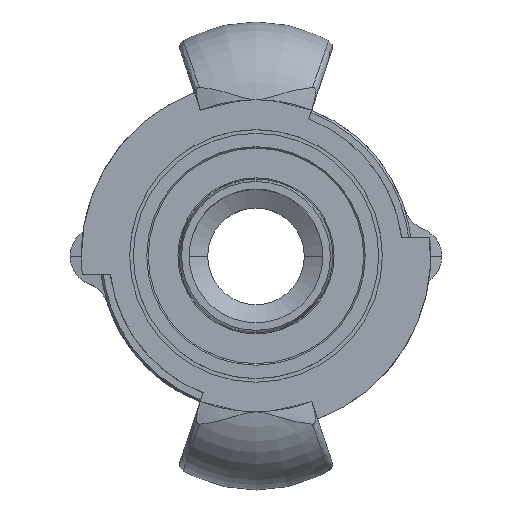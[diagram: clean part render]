
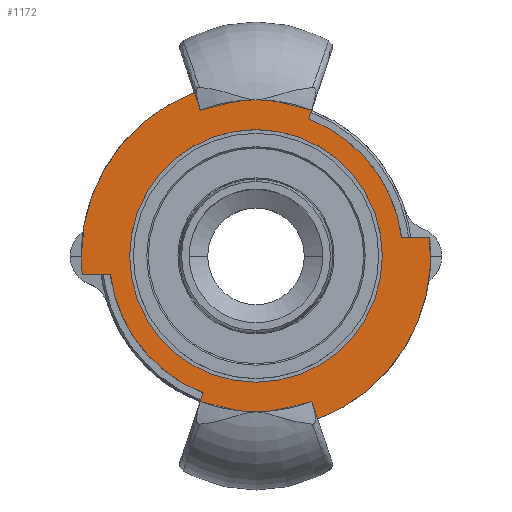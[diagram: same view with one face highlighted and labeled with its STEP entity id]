
A CAD part, top view. The second image highlights one B-rep face of the part: STEP entity #1172.
In plain terms, the highlighted planar face has unit normal (0, 0, 1).
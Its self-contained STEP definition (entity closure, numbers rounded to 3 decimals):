
#1 = EDGE_CURVE ( 'NONE', #152, #8067, #588, .T. ) ;
#15 = EDGE_CURVE ( 'NONE', #3349, #364, #5666, .T. ) ;
#74 = DIRECTION ( 'NONE',  ( -1., 0., 0. ) ) ;
#77 = CARTESIAN_POINT ( 'NONE',  ( -19.591, -2.5, 1.162 ) ) ;
#152 = VERTEX_POINT ( 'NONE', #7257 ) ;
#229 = EDGE_CURVE ( 'NONE', #2144, #682, #7488, .T. ) ;
#235 = CARTESIAN_POINT ( 'NONE',  ( 8.937, -23.883, 1.162 ) ) ;
#364 = VERTEX_POINT ( 'NONE', #5741 ) ;
#372 = AXIS2_PLACEMENT_3D ( 'NONE', #3144, #5836, #3823 ) ;
#409 = ORIENTED_EDGE ( 'NONE', *, *, #1382, .F. ) ;
#492 = LINE ( 'NONE', #5738, #4592 ) ;
#511 = FACE_OUTER_BOUND ( 'NONE', #2833, .T. ) ;
#530 = CIRCLE ( 'NONE', #2741, 17. ) ;
#588 = CIRCLE ( 'NONE', #7615, 19.75 ) ;
#602 = CARTESIAN_POINT ( 'NONE',  ( 23.367, 2.5, 1.162 ) ) ;
#615 = DIRECTION ( 'NONE',  ( 0., 0., -1. ) ) ;
#682 = VERTEX_POINT ( 'NONE', #1807 ) ;
#725 = CARTESIAN_POINT ( 'NONE',  ( 12.75, 0., 1.162 ) ) ;
#835 = AXIS2_PLACEMENT_3D ( 'NONE', #5780, #8427, #3344 ) ;
#971 = VERTEX_POINT ( 'NONE', #2648 ) ;
#1007 = EDGE_CURVE ( 'NONE', #6925, #2532, #6804, .T. ) ;
#1016 = AXIS2_PLACEMENT_3D ( 'NONE', #8507, #4660, #3297 ) ;
#1057 = EDGE_CURVE ( 'NONE', #8067, #2144, #1524, .T. ) ;
#1172 = ADVANCED_FACE ( 'NONE', ( #5626, #511 ), #3080, .F. ) ;
#1330 = EDGE_CURVE ( 'NONE', #4113, #6925, #492, .T. ) ;
#1382 = EDGE_CURVE ( 'NONE', #7883, #4113, #3105, .T. ) ;
#1524 = LINE ( 'NONE', #8200, #6236 ) ;
#1618 = VERTEX_POINT ( 'NONE', #5162 ) ;
#1660 = CARTESIAN_POINT ( 'NONE',  ( -8.937, -23.883, 1.162 ) ) ;
#1740 = DIRECTION ( 'NONE',  ( -0.319, -0.948, 0. ) ) ;
#1758 = DIRECTION ( 'NONE',  ( 0.319, 0.948, 0. ) ) ;
#1764 = DIRECTION ( 'NONE',  ( 0.319, -0.948, 0. ) ) ;
#1807 = CARTESIAN_POINT ( 'NONE',  ( 8.299, -21.986, 1.162 ) ) ;
#1808 = CIRCLE ( 'NONE', #835, 23.497 ) ;
#1825 = EDGE_CURVE ( 'NONE', #1618, #152, #5672, .T. ) ;
#1839 = ORIENTED_EDGE ( 'NONE', *, *, #2975, .F. ) ;
#1851 = AXIS2_PLACEMENT_3D ( 'NONE', #725, #3889, #6515 ) ;
#1917 = CARTESIAN_POINT ( 'NONE',  ( 0., 0., 1.162 ) ) ;
#1987 = CARTESIAN_POINT ( 'NONE',  ( 0., 0., 1.162 ) ) ;
#2014 = VERTEX_POINT ( 'NONE', #3978 ) ;
#2144 = VERTEX_POINT ( 'NONE', #602 ) ;
#2210 = VERTEX_POINT ( 'NONE', #7301 ) ;
#2301 = LINE ( 'NONE', #6877, #4482 ) ;
#2399 = DIRECTION ( 'NONE',  ( -0.319, 0.948, 0. ) ) ;
#2532 = VERTEX_POINT ( 'NONE', #77 ) ;
#2542 = CARTESIAN_POINT ( 'NONE',  ( 0., 0., 1.162 ) ) ;
#2545 = ORIENTED_EDGE ( 'NONE', *, *, #3399, .T. ) ;
#2648 = CARTESIAN_POINT ( 'NONE',  ( -17., 0., 1.162 ) ) ;
#2683 = VECTOR ( 'NONE', #1740, 1000. ) ;
#2741 = AXIS2_PLACEMENT_3D ( 'NONE', #1917, #615, #4534 ) ;
#2817 = CARTESIAN_POINT ( 'NONE',  ( 0., 0., 1.162 ) ) ;
#2833 = EDGE_LOOP ( 'NONE', ( #1839, #5477, #5022, #3117, #6026, #7171, #4360, #409, #5349, #8254, #6415, #4423, #6858 ) ) ;
#2859 = CARTESIAN_POINT ( 'NONE',  ( 0., 0., 1.162 ) ) ;
#2863 = DIRECTION ( 'NONE',  ( -1., 0., 0. ) ) ;
#2975 = EDGE_CURVE ( 'NONE', #2014, #1618, #6003, .T. ) ;
#3080 = PLANE ( 'NONE',  #1851 ) ;
#3090 = EDGE_CURVE ( 'NONE', #2532, #3349, #2301, .T. ) ;
#3105 = CIRCLE ( 'NONE', #7915, 25.5 ) ;
#3117 = ORIENTED_EDGE ( 'NONE', *, *, #15, .F. ) ;
#3136 = EDGE_LOOP ( 'NONE', ( #2545, #3326 ) ) ;
#3144 = CARTESIAN_POINT ( 'NONE',  ( 0., 0., 1.162 ) ) ;
#3297 = DIRECTION ( 'NONE',  ( 1., 0., 0. ) ) ;
#3326 = ORIENTED_EDGE ( 'NONE', *, *, #3899, .T. ) ;
#3344 = DIRECTION ( 'NONE',  ( -1., 0., 0. ) ) ;
#3349 = VERTEX_POINT ( 'NONE', #7070 ) ;
#3357 = AXIS2_PLACEMENT_3D ( 'NONE', #2817, #5416, #8074 ) ;
#3362 = AXIS2_PLACEMENT_3D ( 'NONE', #1987, #5979, #74 ) ;
#3399 = EDGE_CURVE ( 'NONE', #4755, #971, #7810, .T. ) ;
#3747 = CARTESIAN_POINT ( 'NONE',  ( -7.101, -18.429, 1.162 ) ) ;
#3823 = DIRECTION ( 'NONE',  ( 1., 0., 0. ) ) ;
#3889 = DIRECTION ( 'NONE',  ( 0., 0., -1. ) ) ;
#3899 = EDGE_CURVE ( 'NONE', #971, #4755, #530, .T. ) ;
#3950 = DIRECTION ( 'NONE',  ( 0., 0., -1. ) ) ;
#3975 = CARTESIAN_POINT ( 'NONE',  ( 17., 0., 1.162 ) ) ;
#3978 = CARTESIAN_POINT ( 'NONE',  ( -8.937, 23.883, 1.162 ) ) ;
#4113 = VERTEX_POINT ( 'NONE', #1660 ) ;
#4136 = DIRECTION ( 'NONE',  ( 1., 0., 0. ) ) ;
#4252 = EDGE_CURVE ( 'NONE', #2210, #2014, #4926, .T. ) ;
#4358 = VECTOR ( 'NONE', #1764, 1000. ) ;
#4360 = ORIENTED_EDGE ( 'NONE', *, *, #1330, .F. ) ;
#4376 = CARTESIAN_POINT ( 'NONE',  ( 8.299, -21.986, 1.162 ) ) ;
#4423 = ORIENTED_EDGE ( 'NONE', *, *, #1, .F. ) ;
#4482 = VECTOR ( 'NONE', #2863, 1000. ) ;
#4534 = DIRECTION ( 'NONE',  ( 1., 0., 0. ) ) ;
#4592 = VECTOR ( 'NONE', #1758, 1000. ) ;
#4660 = DIRECTION ( 'NONE',  ( 0., 0., -1. ) ) ;
#4755 = VERTEX_POINT ( 'NONE', #3975 ) ;
#4926 = LINE ( 'NONE', #7016, #7035 ) ;
#5022 = ORIENTED_EDGE ( 'NONE', *, *, #6160, .F. ) ;
#5135 = LINE ( 'NONE', #4376, #4358 ) ;
#5162 = CARTESIAN_POINT ( 'NONE',  ( 8.937, 23.883, 1.162 ) ) ;
#5349 = ORIENTED_EDGE ( 'NONE', *, *, #6931, .F. ) ;
#5416 = DIRECTION ( 'NONE',  ( 0., 0., -1. ) ) ;
#5477 = ORIENTED_EDGE ( 'NONE', *, *, #4252, .F. ) ;
#5626 = FACE_BOUND ( 'NONE', #3136, .T. ) ;
#5666 = CIRCLE ( 'NONE', #3357, 23.497 ) ;
#5672 = LINE ( 'NONE', #8374, #2683 ) ;
#5738 = CARTESIAN_POINT ( 'NONE',  ( -8.937, -23.883, 1.162 ) ) ;
#5741 = CARTESIAN_POINT ( 'NONE',  ( -23.497, 0., 1.162 ) ) ;
#5780 = CARTESIAN_POINT ( 'NONE',  ( 0., 0., 1.162 ) ) ;
#5836 = DIRECTION ( 'NONE',  ( 0., 0., -1. ) ) ;
#5979 = DIRECTION ( 'NONE',  ( 0., 0., -1. ) ) ;
#6003 = CIRCLE ( 'NONE', #6142, 25.5 ) ;
#6026 = ORIENTED_EDGE ( 'NONE', *, *, #3090, .F. ) ;
#6142 = AXIS2_PLACEMENT_3D ( 'NONE', #2542, #3950, #6416 ) ;
#6160 = EDGE_CURVE ( 'NONE', #364, #2210, #1808, .T. ) ;
#6236 = VECTOR ( 'NONE', #4136, 1000. ) ;
#6371 = DIRECTION ( 'NONE',  ( 0., 0., -1. ) ) ;
#6415 = ORIENTED_EDGE ( 'NONE', *, *, #1057, .F. ) ;
#6416 = DIRECTION ( 'NONE',  ( -1., 0., 0. ) ) ;
#6515 = DIRECTION ( 'NONE',  ( -1., 0., 0. ) ) ;
#6753 = CARTESIAN_POINT ( 'NONE',  ( 19.591, 2.5, 1.162 ) ) ;
#6804 = CIRCLE ( 'NONE', #1016, 19.75 ) ;
#6858 = ORIENTED_EDGE ( 'NONE', *, *, #1825, .F. ) ;
#6877 = CARTESIAN_POINT ( 'NONE',  ( 12.75, -2.5, 1.162 ) ) ;
#6925 = VERTEX_POINT ( 'NONE', #3747 ) ;
#6931 = EDGE_CURVE ( 'NONE', #682, #7883, #5135, .T. ) ;
#7016 = CARTESIAN_POINT ( 'NONE',  ( -8.298, 21.984, 1.162 ) ) ;
#7023 = CARTESIAN_POINT ( 'NONE',  ( 0., 0., 1.162 ) ) ;
#7035 = VECTOR ( 'NONE', #2399, 1000. ) ;
#7070 = CARTESIAN_POINT ( 'NONE',  ( -23.364, -2.5, 1.162 ) ) ;
#7171 = ORIENTED_EDGE ( 'NONE', *, *, #1007, .F. ) ;
#7257 = CARTESIAN_POINT ( 'NONE',  ( 7.101, 18.429, 1.162 ) ) ;
#7301 = CARTESIAN_POINT ( 'NONE',  ( -8.298, 21.984, 1.162 ) ) ;
#7388 = DIRECTION ( 'NONE',  ( 1., 0., 0. ) ) ;
#7488 = CIRCLE ( 'NONE', #3362, 23.5 ) ;
#7615 = AXIS2_PLACEMENT_3D ( 'NONE', #2859, #8032, #7388 ) ;
#7747 = DIRECTION ( 'NONE',  ( -1., 0., 0. ) ) ;
#7810 = CIRCLE ( 'NONE', #372, 17. ) ;
#7883 = VERTEX_POINT ( 'NONE', #235 ) ;
#7915 = AXIS2_PLACEMENT_3D ( 'NONE', #7023, #6371, #7747 ) ;
#8032 = DIRECTION ( 'NONE',  ( 0., 0., -1. ) ) ;
#8067 = VERTEX_POINT ( 'NONE', #6753 ) ;
#8074 = DIRECTION ( 'NONE',  ( -1., 0., 0. ) ) ;
#8200 = CARTESIAN_POINT ( 'NONE',  ( 12.75, 2.5, 1.162 ) ) ;
#8254 = ORIENTED_EDGE ( 'NONE', *, *, #229, .F. ) ;
#8374 = CARTESIAN_POINT ( 'NONE',  ( 8.937, 23.883, 1.162 ) ) ;
#8427 = DIRECTION ( 'NONE',  ( 0., 0., -1. ) ) ;
#8507 = CARTESIAN_POINT ( 'NONE',  ( 0., 0., 1.162 ) ) ;
